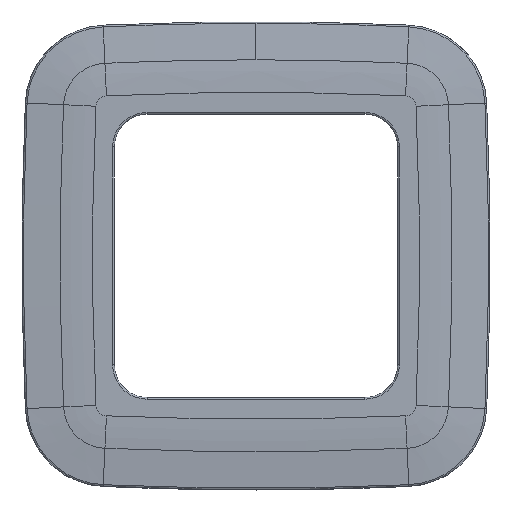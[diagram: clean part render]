
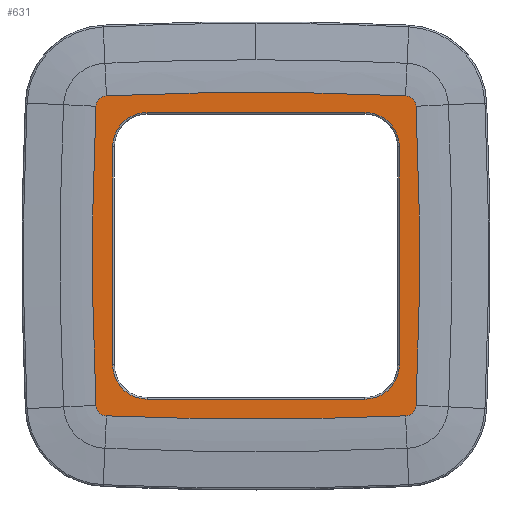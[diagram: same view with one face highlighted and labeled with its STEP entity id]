
A CAD part, front view. The second image highlights one B-rep face of the part: STEP entity #631.
In plain terms, the highlighted face is planar.
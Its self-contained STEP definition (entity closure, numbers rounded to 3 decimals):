
#34 = CARTESIAN_POINT ( 'NONE',  ( 29.383, -27.469, 8. ) ) ;
#39 = AXIS2_PLACEMENT_3D ( 'NONE', #180, #1177, #302 ) ;
#67 = EDGE_CURVE ( 'NONE', #885, #1075, #121, .T. ) ;
#78 = ORIENTED_EDGE ( 'NONE', *, *, #424, .F. ) ;
#79 = CARTESIAN_POINT ( 'NONE',  ( 26.316, 20., 8. ) ) ;
#99 = FACE_BOUND ( 'NONE', #351, .T. ) ;
#115 = CARTESIAN_POINT ( 'NONE',  ( -27.377, 27.377, 8. ) ) ;
#121 = CIRCLE ( 'NONE', #474, 2.007 ) ;
#129 = DIRECTION ( 'NONE',  ( -0.045, 0.999, 0. ) ) ;
#153 = ORIENTED_EDGE ( 'NONE', *, *, #465, .F. ) ;
#159 = CIRCLE ( 'NONE', #39, 6.316 ) ;
#180 = CARTESIAN_POINT ( 'NONE',  ( -20., -20., 8. ) ) ;
#195 = EDGE_CURVE ( 'NONE', #613, #1650, #1454, .T. ) ;
#210 = ORIENTED_EDGE ( 'NONE', *, *, #703, .F. ) ;
#227 = CARTESIAN_POINT ( 'NONE',  ( -27.469, 29.383, 8. ) ) ;
#238 = DIRECTION ( 'NONE',  ( -0.999, -0.045, 0. ) ) ;
#278 = DIRECTION ( 'NONE',  ( 0.045, 0.999, 0. ) ) ;
#302 = DIRECTION ( 'NONE',  ( -1., 0., 0. ) ) ;
#315 = DIRECTION ( 'NONE',  ( 0., 0., -1. ) ) ;
#321 = CARTESIAN_POINT ( 'NONE',  ( 26.316, -20., 8. ) ) ;
#333 = AXIS2_PLACEMENT_3D ( 'NONE', #423, #510, #129 ) ;
#341 = DIRECTION ( 'NONE',  ( 0.999, -0.045, 0. ) ) ;
#349 = AXIS2_PLACEMENT_3D ( 'NONE', #1411, #315, #278 ) ;
#351 = EDGE_LOOP ( 'NONE', ( #78, #505, #989, #833, #1694, #1056, #153, #1836 ) ) ;
#370 = CIRCLE ( 'NONE', #1298, 2.007 ) ;
#377 = VERTEX_POINT ( 'NONE', #1227 ) ;
#378 = DIRECTION ( 'NONE',  ( 1., 0., 0. ) ) ;
#388 = EDGE_CURVE ( 'NONE', #377, #613, #370, .T. ) ;
#391 = VERTEX_POINT ( 'NONE', #552 ) ;
#418 = DIRECTION ( 'NONE',  ( 0., 0., 1. ) ) ;
#423 = CARTESIAN_POINT ( 'NONE',  ( 0., -574.083, 8. ) ) ;
#424 = EDGE_CURVE ( 'NONE', #486, #391, #1634, .T. ) ;
#465 = EDGE_CURVE ( 'NONE', #1229, #1483, #159, .T. ) ;
#474 = AXIS2_PLACEMENT_3D ( 'NONE', #862, #1261, #548 ) ;
#481 = EDGE_CURVE ( 'NONE', #1303, #493, #893, .T. ) ;
#483 = CARTESIAN_POINT ( 'NONE',  ( -20., 26.316, 8. ) ) ;
#486 = VERTEX_POINT ( 'NONE', #1153 ) ;
#493 = VERTEX_POINT ( 'NONE', #1467 ) ;
#495 = CARTESIAN_POINT ( 'NONE',  ( -26.316, -20., 8. ) ) ;
#505 = ORIENTED_EDGE ( 'NONE', *, *, #1535, .T. ) ;
#510 = DIRECTION ( 'NONE',  ( 0., 0., -1. ) ) ;
#522 = DIRECTION ( 'NONE',  ( 0., 0., 1. ) ) ;
#531 = AXIS2_PLACEMENT_3D ( 'NONE', #591, #1001, #1566 ) ;
#548 = DIRECTION ( 'NONE',  ( -0.045, -0.999, 0. ) ) ;
#552 = CARTESIAN_POINT ( 'NONE',  ( -26.316, 20., 8. ) ) ;
#566 = CARTESIAN_POINT ( 'NONE',  ( 27.469, 29.383, 8. ) ) ;
#591 = CARTESIAN_POINT ( 'NONE',  ( -574.083, 0., 8. ) ) ;
#596 = EDGE_CURVE ( 'NONE', #1271, #628, #1224, .T. ) ;
#613 = VERTEX_POINT ( 'NONE', #227 ) ;
#625 = DIRECTION ( 'NONE',  ( 1., 0., 0. ) ) ;
#626 = EDGE_CURVE ( 'NONE', #1271, #1505, #781, .T. ) ;
#628 = VERTEX_POINT ( 'NONE', #1786 ) ;
#629 = AXIS2_PLACEMENT_3D ( 'NONE', #691, #522, #676 ) ;
#631 = ADVANCED_FACE ( 'NONE', ( #99, #1235 ), #810, .T. ) ;
#676 = DIRECTION ( 'NONE',  ( 1., 0., 0. ) ) ;
#691 = CARTESIAN_POINT ( 'NONE',  ( 0., 0., 8. ) ) ;
#703 = EDGE_CURVE ( 'NONE', #1075, #377, #1739, .T. ) ;
#732 = EDGE_CURVE ( 'NONE', #493, #885, #1346, .T. ) ;
#740 = ORIENTED_EDGE ( 'NONE', *, *, #732, .F. ) ;
#759 = CIRCLE ( 'NONE', #349, 2.007 ) ;
#761 = AXIS2_PLACEMENT_3D ( 'NONE', #821, #418, #1105 ) ;
#763 = CIRCLE ( 'NONE', #761, 6.316 ) ;
#771 = CARTESIAN_POINT ( 'NONE',  ( -26.316, -20., 8. ) ) ;
#774 = AXIS2_PLACEMENT_3D ( 'NONE', #1707, #1846, #1014 ) ;
#781 = LINE ( 'NONE', #79, #1635 ) ;
#793 = CARTESIAN_POINT ( 'NONE',  ( -20., -26.316, 8. ) ) ;
#803 = CARTESIAN_POINT ( 'NONE',  ( -29.383, -27.469, 8. ) ) ;
#810 = PLANE ( 'NONE',  #629 ) ;
#821 = CARTESIAN_POINT ( 'NONE',  ( 20., -20., 8. ) ) ;
#833 = ORIENTED_EDGE ( 'NONE', *, *, #626, .T. ) ;
#841 = AXIS2_PLACEMENT_3D ( 'NONE', #1247, #1672, #238 ) ;
#849 = CARTESIAN_POINT ( 'NONE',  ( 26.316, 20., 8. ) ) ;
#862 = CARTESIAN_POINT ( 'NONE',  ( -27.377, -27.377, 8. ) ) ;
#868 = CARTESIAN_POINT ( 'NONE',  ( 20., -26.316, 8. ) ) ;
#885 = VERTEX_POINT ( 'NONE', #1184 ) ;
#893 = CIRCLE ( 'NONE', #1437, 2.007 ) ;
#931 = LINE ( 'NONE', #771, #1668 ) ;
#942 = CARTESIAN_POINT ( 'NONE',  ( 0., 574.083, 8. ) ) ;
#946 = EDGE_CURVE ( 'NONE', #1229, #391, #931, .T. ) ;
#947 = ORIENTED_EDGE ( 'NONE', *, *, #1188, .F. ) ;
#989 = ORIENTED_EDGE ( 'NONE', *, *, #596, .F. ) ;
#1001 = DIRECTION ( 'NONE',  ( 0., 0., -1. ) ) ;
#1002 = VECTOR ( 'NONE', #625, 1000. ) ;
#1007 = CARTESIAN_POINT ( 'NONE',  ( 27.377, -27.377, 8. ) ) ;
#1014 = DIRECTION ( 'NONE',  ( 0., 1., 0. ) ) ;
#1023 = CARTESIAN_POINT ( 'NONE',  ( 20., -26.316, 8. ) ) ;
#1056 = ORIENTED_EDGE ( 'NONE', *, *, #1506, .T. ) ;
#1065 = DIRECTION ( 'NONE',  ( 0., 0., 1. ) ) ;
#1073 = EDGE_LOOP ( 'NONE', ( #947, #1796, #1642, #1285, #210, #1154, #740, #1401 ) ) ;
#1075 = VERTEX_POINT ( 'NONE', #803 ) ;
#1103 = DIRECTION ( 'NONE',  ( 0., 0., -1. ) ) ;
#1105 = DIRECTION ( 'NONE',  ( 0., -1., 0. ) ) ;
#1112 = DIRECTION ( 'NONE',  ( -0.999, 0.045, 0. ) ) ;
#1149 = AXIS2_PLACEMENT_3D ( 'NONE', #942, #1103, #1793 ) ;
#1153 = CARTESIAN_POINT ( 'NONE',  ( -20., 26.316, 8. ) ) ;
#1154 = ORIENTED_EDGE ( 'NONE', *, *, #67, .F. ) ;
#1156 = VECTOR ( 'NONE', #1586, 1000. ) ;
#1169 = DIRECTION ( 'NONE',  ( 0., 0., -1. ) ) ;
#1174 = AXIS2_PLACEMENT_3D ( 'NONE', #1716, #1065, #378 ) ;
#1176 = LINE ( 'NONE', #483, #1002 ) ;
#1177 = DIRECTION ( 'NONE',  ( 0., 0., 1. ) ) ;
#1184 = CARTESIAN_POINT ( 'NONE',  ( -27.469, -29.383, 8. ) ) ;
#1185 = LINE ( 'NONE', #1023, #1156 ) ;
#1188 = EDGE_CURVE ( 'NONE', #1760, #1303, #1480, .T. ) ;
#1210 = DIRECTION ( 'NONE',  ( 0., 1., 0. ) ) ;
#1213 = DIRECTION ( 'NONE',  ( 0., -1., 0. ) ) ;
#1224 = CIRCLE ( 'NONE', #1174, 6.316 ) ;
#1225 = VERTEX_POINT ( 'NONE', #868 ) ;
#1227 = CARTESIAN_POINT ( 'NONE',  ( -29.383, 27.469, 8. ) ) ;
#1229 = VERTEX_POINT ( 'NONE', #495 ) ;
#1235 = FACE_OUTER_BOUND ( 'NONE', #1073, .T. ) ;
#1247 = CARTESIAN_POINT ( 'NONE',  ( 574.083, 0., 8. ) ) ;
#1250 = DIRECTION ( 'NONE',  ( 0., 0., -1. ) ) ;
#1261 = DIRECTION ( 'NONE',  ( 0., 0., -1. ) ) ;
#1270 = EDGE_CURVE ( 'NONE', #1650, #1760, #759, .T. ) ;
#1271 = VERTEX_POINT ( 'NONE', #849 ) ;
#1281 = CARTESIAN_POINT ( 'NONE',  ( 29.383, 27.469, 8. ) ) ;
#1285 = ORIENTED_EDGE ( 'NONE', *, *, #388, .F. ) ;
#1298 = AXIS2_PLACEMENT_3D ( 'NONE', #115, #1250, #1112 ) ;
#1303 = VERTEX_POINT ( 'NONE', #34 ) ;
#1346 = CIRCLE ( 'NONE', #1149, 604.091 ) ;
#1401 = ORIENTED_EDGE ( 'NONE', *, *, #481, .F. ) ;
#1411 = CARTESIAN_POINT ( 'NONE',  ( 27.377, 27.377, 8. ) ) ;
#1437 = AXIS2_PLACEMENT_3D ( 'NONE', #1007, #1169, #341 ) ;
#1454 = CIRCLE ( 'NONE', #333, 604.091 ) ;
#1467 = CARTESIAN_POINT ( 'NONE',  ( 27.469, -29.383, 8. ) ) ;
#1480 = CIRCLE ( 'NONE', #531, 604.091 ) ;
#1483 = VERTEX_POINT ( 'NONE', #793 ) ;
#1505 = VERTEX_POINT ( 'NONE', #321 ) ;
#1506 = EDGE_CURVE ( 'NONE', #1225, #1483, #1185, .T. ) ;
#1535 = EDGE_CURVE ( 'NONE', #486, #628, #1176, .T. ) ;
#1566 = DIRECTION ( 'NONE',  ( 0.999, 0.045, 0. ) ) ;
#1586 = DIRECTION ( 'NONE',  ( -1., 0., 0. ) ) ;
#1634 = CIRCLE ( 'NONE', #774, 6.316 ) ;
#1635 = VECTOR ( 'NONE', #1213, 1000. ) ;
#1642 = ORIENTED_EDGE ( 'NONE', *, *, #195, .F. ) ;
#1650 = VERTEX_POINT ( 'NONE', #566 ) ;
#1668 = VECTOR ( 'NONE', #1210, 1000. ) ;
#1672 = DIRECTION ( 'NONE',  ( 0., 0., -1. ) ) ;
#1694 = ORIENTED_EDGE ( 'NONE', *, *, #1737, .F. ) ;
#1707 = CARTESIAN_POINT ( 'NONE',  ( -20., 20., 8. ) ) ;
#1716 = CARTESIAN_POINT ( 'NONE',  ( 20., 20., 8. ) ) ;
#1737 = EDGE_CURVE ( 'NONE', #1225, #1505, #763, .T. ) ;
#1739 = CIRCLE ( 'NONE', #841, 604.091 ) ;
#1760 = VERTEX_POINT ( 'NONE', #1281 ) ;
#1786 = CARTESIAN_POINT ( 'NONE',  ( 20., 26.316, 8. ) ) ;
#1793 = DIRECTION ( 'NONE',  ( 0.045, -0.999, 0. ) ) ;
#1796 = ORIENTED_EDGE ( 'NONE', *, *, #1270, .F. ) ;
#1836 = ORIENTED_EDGE ( 'NONE', *, *, #946, .T. ) ;
#1846 = DIRECTION ( 'NONE',  ( 0., 0., 1. ) ) ;
